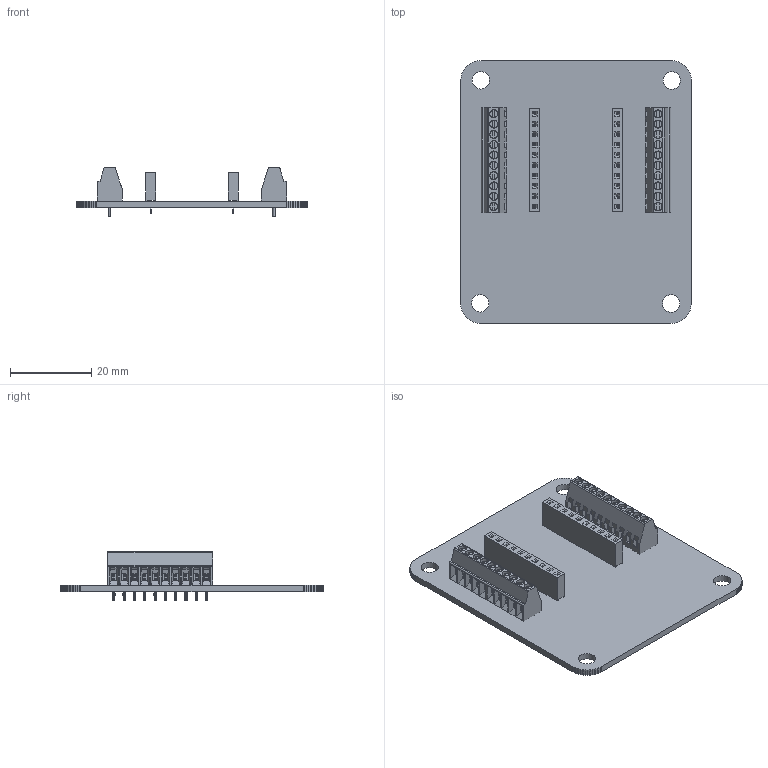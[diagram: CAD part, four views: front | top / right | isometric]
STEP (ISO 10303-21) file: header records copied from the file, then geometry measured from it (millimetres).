
FILE_DESCRIPTION(('KiCad electronic assembly'),'2;1');
FILE_NAME('Screw Board.step','2024-07-04T11:18:43',('Pcbnew'),('Kicad'), 'Open CASCADE STEP processor 7.6','KiCad to STEP converter','Unknown' );
FILE_SCHEMA(('AUTOMOTIVE_DESIGN { 1 0 10303 214 1 1 1 1 }'));
Length unit declared in the file: millimetre
Products named in the file (6): Screw Board 1; 1725737; COMPOUND; PinSocket_1x10_P2.54mm_Vertical; SOLID; Screw Board PCB
Assembly tree (7 placements, depth 3):
  Screw Board 1
    1725737  x2
      COMPOUND
    PinSocket_1x10_P2.54mm_Vertical  x2
      SOLID
    Screw Board PCB
Bounding box: 56.95 x 64.8 x 12 mm (x, y, z)
Volume: 7979.2 mm3; surface area: 14435.6 mm2
Topology: 65 solids, 65 shells, 1986 faces, 5088 edges, 3272 vertices
Faces by surface type: plane 1556, cylinder 310, torus 120
Full cylindrical faces by diameter (mm): 1 x20, 1.1 x20, 4.3 x4
Entity records: 70648 total; most frequent: CARTESIAN_POINT 12238, DIRECTION 10582, LINE 7404, VECTOR 7404, ORIENTED_EDGE 5448, PCURVE 5448, DEFINITIONAL_REPRESENTATION 5448, EDGE_CURVE 2724
